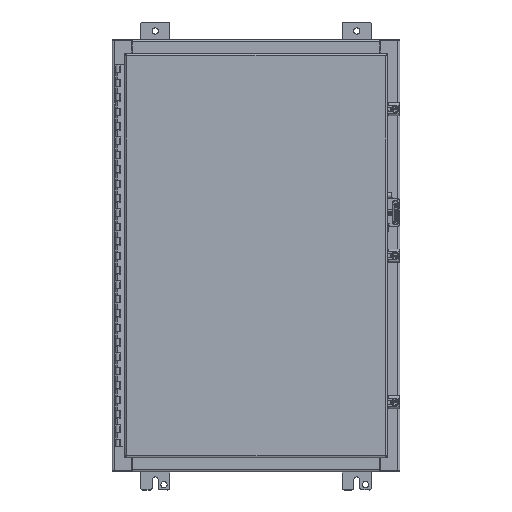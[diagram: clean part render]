
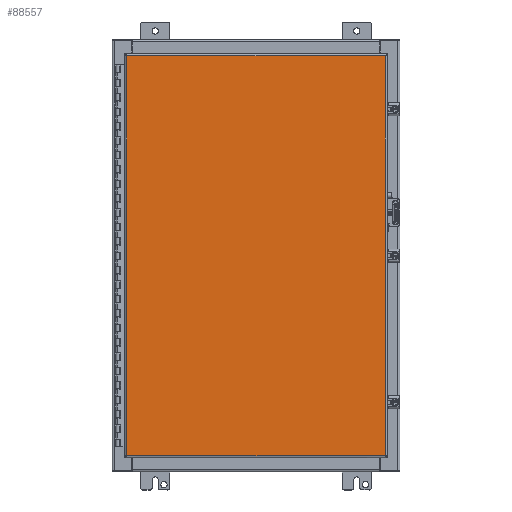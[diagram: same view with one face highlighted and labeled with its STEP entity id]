
A CAD part, top view. The second image highlights one B-rep face of the part: STEP entity #88557.
In plain terms, the highlighted planar face has unit normal (0, 0, 1).
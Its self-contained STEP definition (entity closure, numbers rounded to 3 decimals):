
#11711 = PLANE ( 'NONE',  #124265 ) ;
#13596 = CARTESIAN_POINT ( 'NONE',  ( -8.98, -14.031, 5.073 ) ) ;
#29927 = EDGE_LOOP ( 'NONE', ( #77781, #147991, #158364, #75606 ) ) ;
#35423 = DIRECTION ( 'NONE',  ( 0., 1., 0. ) ) ;
#37206 = VECTOR ( 'NONE', #35423, 39.37 ) ;
#47764 = VERTEX_POINT ( 'NONE', #103698 ) ;
#48848 = EDGE_CURVE ( 'NONE', #64910, #47764, #136242, .T. ) ;
#55223 = VERTEX_POINT ( 'NONE', #134360 ) ;
#58166 = DIRECTION ( 'NONE',  ( 1., 0., 0. ) ) ;
#64067 = VECTOR ( 'NONE', #155251, 39.37 ) ;
#64910 = VERTEX_POINT ( 'NONE', #130456 ) ;
#75606 = ORIENTED_EDGE ( 'NONE', *, *, #48848, .T. ) ;
#76694 = CARTESIAN_POINT ( 'NONE',  ( 8.98, -13.886, 5.073 ) ) ;
#77781 = ORIENTED_EDGE ( 'NONE', *, *, #89549, .T. ) ;
#85698 = LINE ( 'NONE', #195892, #37206 ) ;
#88557 = ADVANCED_FACE ( 'NONE', ( #157509 ), #11711, .T. ) ;
#89549 = EDGE_CURVE ( 'NONE', #47764, #55223, #136398, .T. ) ;
#103698 = CARTESIAN_POINT ( 'NONE',  ( -8.98, 13.886, 5.073 ) ) ;
#112840 = VERTEX_POINT ( 'NONE', #76694 ) ;
#120553 = CARTESIAN_POINT ( 'NONE',  ( 9.125, 13.886, 5.073 ) ) ;
#124265 = AXIS2_PLACEMENT_3D ( 'NONE', #205760, #171181, #172203 ) ;
#130456 = CARTESIAN_POINT ( 'NONE',  ( 8.98, 13.886, 5.073 ) ) ;
#132896 = VECTOR ( 'NONE', #186573, 39.37 ) ;
#134360 = CARTESIAN_POINT ( 'NONE',  ( -8.98, -13.886, 5.073 ) ) ;
#136242 = LINE ( 'NONE', #120553, #132896 ) ;
#136398 = LINE ( 'NONE', #13596, #64067 ) ;
#136830 = LINE ( 'NONE', #199781, #140678 ) ;
#140678 = VECTOR ( 'NONE', #58166, 39.37 ) ;
#147991 = ORIENTED_EDGE ( 'NONE', *, *, #197179, .T. ) ;
#155251 = DIRECTION ( 'NONE',  ( 0., -1., 0. ) ) ;
#157509 = FACE_OUTER_BOUND ( 'NONE', #29927, .T. ) ;
#158364 = ORIENTED_EDGE ( 'NONE', *, *, #200773, .T. ) ;
#171181 = DIRECTION ( 'NONE',  ( 0., 0., 1. ) ) ;
#172203 = DIRECTION ( 'NONE',  ( -1., 0., 0. ) ) ;
#186573 = DIRECTION ( 'NONE',  ( -1., 0., 0. ) ) ;
#195892 = CARTESIAN_POINT ( 'NONE',  ( 8.98, -14.031, 5.073 ) ) ;
#197179 = EDGE_CURVE ( 'NONE', #55223, #112840, #136830, .T. ) ;
#199781 = CARTESIAN_POINT ( 'NONE',  ( 9.125, -13.886, 5.073 ) ) ;
#200773 = EDGE_CURVE ( 'NONE', #112840, #64910, #85698, .T. ) ;
#205760 = CARTESIAN_POINT ( 'NONE',  ( 9.125, -14.031, 5.073 ) ) ;
